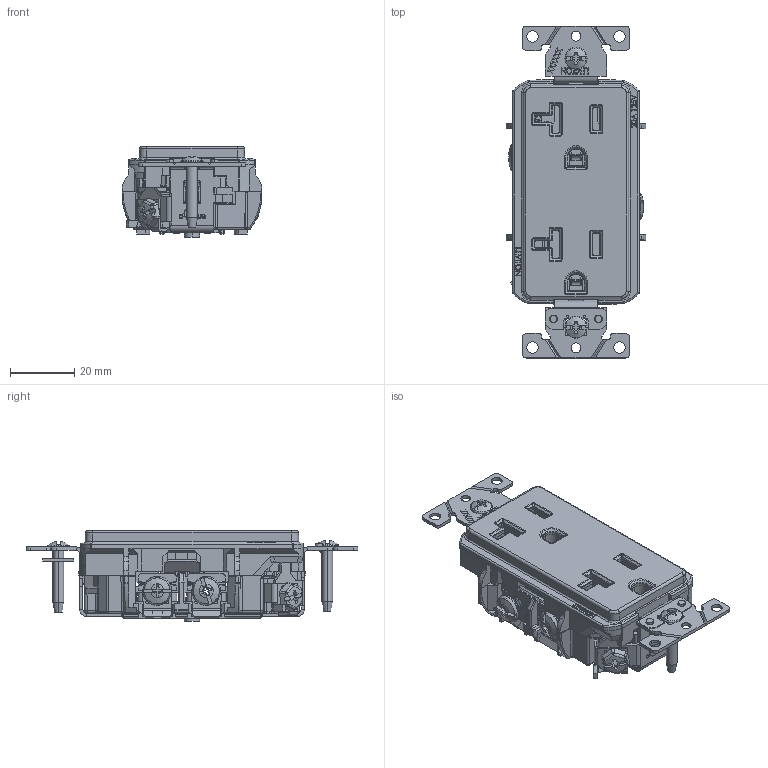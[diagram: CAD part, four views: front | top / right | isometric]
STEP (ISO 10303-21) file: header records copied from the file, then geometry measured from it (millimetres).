
FILE_DESCRIPTION (( 'STEP AP214' ), '1' );
FILE_NAME ('ORA4993-M01.STEP', '2017-06-13T16:26:36', ( '' ), ( '' ), 'SwSTEP 2.0', 'SolidWorks 2015', '' );
FILE_SCHEMA (( 'AUTOMOTIVE_DESIGN' ));
Length unit declared in the file: millimetre
Products named in the file (1): ORA4993-M01
Bounding box: 43.43 x 103.17 x 28.24 mm (x, y, z)
Surface area: 22925 mm2 (no closed solid volume)
Topology: 0 solids, 51 shells, 2645 faces, 10259 edges, 7411 vertices
Faces by surface type: plane 1537, cylinder 560, bspline 425, cone 58, torus 34, sphere 31
Entity records: 158722 total; most frequent: CARTESIAN_POINT 50781, ORIENTED_EDGE 15744, DIRECTION 14212, EDGE_CURVE 10243, VERTEX_POINT 7411, VECTOR 7142, LINE 7142, AXIS2_PLACEMENT_3D 3535
